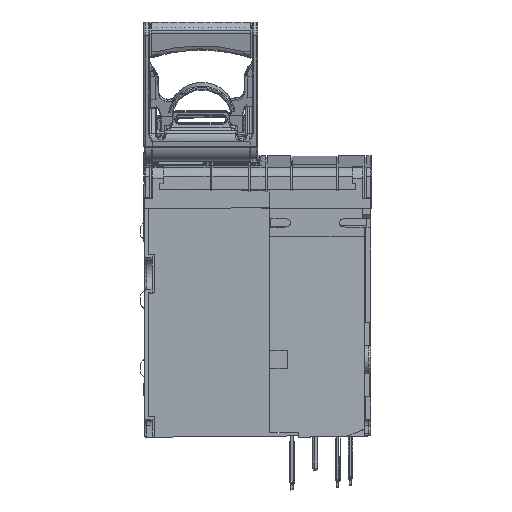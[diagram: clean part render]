
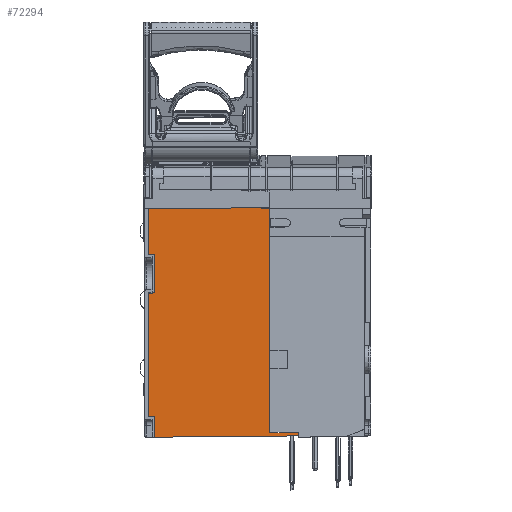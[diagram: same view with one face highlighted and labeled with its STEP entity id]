
A CAD part, left-side view. The second image highlights one B-rep face of the part: STEP entity #72294.
In plain terms, the highlighted planar face has unit normal (-1, 0, 0).
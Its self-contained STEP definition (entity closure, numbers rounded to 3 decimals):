
#70741=DIRECTION('',(0.,0.,1.));
#70742=VECTOR('',#70741,33.516);
#70743=CARTESIAN_POINT('',(-40.898,-122.203,
-13.938));
#70744=LINE('',#70743,#70742);
#70745=DIRECTION('',(0.,0.999,0.052));
#70746=VECTOR('',#70745,6.008);
#70747=CARTESIAN_POINT('',(-40.898,-122.203,
19.578));
#70748=LINE('',#70747,#70746);
#70749=DIRECTION('',(0.,-1.,0.009));
#70750=VECTOR('',#70749,102.304);
#70751=CARTESIAN_POINT('',(-40.898,-120.403,
59.802));
#70752=LINE('',#70751,#70750);
#70753=DIRECTION('',(0.,0.,-1.));
#70754=VECTOR('',#70753,196.897);
#70755=CARTESIAN_POINT('',(-40.898,-222.703,
60.697));
#70756=LINE('',#70755,#70754);
#70757=DIRECTION('',(0.,-1.,
0.));
#70758=VECTOR('',#70757,25.);
#70759=CARTESIAN_POINT('',(-40.897,-222.703,
-136.2));
#70760=LINE('',#70759,#70758);
#70761=DIRECTION('',(0.,0.,-1.));
#70762=VECTOR('',#70761,2.853);
#70763=CARTESIAN_POINT('',(-40.897,-247.703,-136.2));
#70764=LINE('',#70763,#70762);
#70765=DIRECTION('',(0.,1.,-0.009));
#70766=VECTOR('',#70765,125.505);
#70767=CARTESIAN_POINT('',(-40.897,-247.703,
-139.053));
#70768=LINE('',#70767,#70766);
#70769=DIRECTION('',(0.,0.,1.));
#70770=VECTOR('',#70769,17.946);
#70771=CARTESIAN_POINT('',(-40.897,-122.203,
-140.146));
#70772=LINE('',#70771,#70770);
#70773=DIRECTION('',(0.,0.999,0.052));
#70774=VECTOR('',#70773,6.008);
#70775=CARTESIAN_POINT('',(-40.897,-122.203,
-122.2));
#70776=LINE('',#70775,#70774);
#70777=DIRECTION('',(0.,0.,1.));
#70778=VECTOR('',#70777,107.633);
#70779=CARTESIAN_POINT('',(-40.897,-116.203,
-121.886));
#70780=LINE('',#70779,#70778);
#70781=DIRECTION('',(0.,-0.999,0.052));
#70782=VECTOR('',#70781,6.008);
#70783=CARTESIAN_POINT('',(-40.898,-116.203,
-14.252));
#70784=LINE('',#70783,#70782);
#70802=DIRECTION('',(0.,0.,-1.));
#70803=VECTOR('',#70802,39.906);
#70804=CARTESIAN_POINT('',(-40.898,-116.203,
59.799));
#70805=LINE('',#70804,#70803);
#70973=DIRECTION('',(0.,1.,-0.001));
#70974=VECTOR('',#70973,4.2);
#70975=CARTESIAN_POINT('',(-40.898,-120.403,
59.802));
#70976=LINE('',#70975,#70974);
#71824=CARTESIAN_POINT('',(-40.897,-122.203,
-140.146));
#71825=VERTEX_POINT('',#71824);
#71826=CARTESIAN_POINT('',(-40.897,-247.703,
-139.053));
#71827=VERTEX_POINT('',#71826);
#71886=CARTESIAN_POINT('',(-40.897,-122.203,
-122.2));
#71887=VERTEX_POINT('',#71886);
#71888=CARTESIAN_POINT('',(-40.897,-116.203,
-121.886));
#71889=VERTEX_POINT('',#71888);
#71890=CARTESIAN_POINT('',(-40.898,-116.203,
-14.252));
#71891=VERTEX_POINT('',#71890);
#71892=CARTESIAN_POINT('',(-40.898,-122.203,
-13.938));
#71893=VERTEX_POINT('',#71892);
#71894=CARTESIAN_POINT('',(-40.898,-122.203,
19.578));
#71895=VERTEX_POINT('',#71894);
#71896=CARTESIAN_POINT('',(-40.898,-116.203,
19.893));
#71897=VERTEX_POINT('',#71896);
#71898=CARTESIAN_POINT('',(-40.898,-116.203,
59.799));
#71899=VERTEX_POINT('',#71898);
#71900=CARTESIAN_POINT('',(-40.898,-120.403,
59.802));
#71901=VERTEX_POINT('',#71900);
#71902=CARTESIAN_POINT('',(-40.898,-222.703,
60.697));
#71903=VERTEX_POINT('',#71902);
#71904=CARTESIAN_POINT('',(-40.897,-222.703,
-136.2));
#71905=VERTEX_POINT('',#71904);
#71906=CARTESIAN_POINT('',(-40.897,-247.703,-136.2));
#71907=VERTEX_POINT('',#71906);
#72262=CARTESIAN_POINT('',(-40.897,-247.803,
-140.5));
#72263=DIRECTION('',(-1.,0.,0.));
#72264=DIRECTION('',(0.,0.,1.));
#72265=AXIS2_PLACEMENT_3D('',#72262,#72263,#72264);
#72266=PLANE('',#72265);
#72268=ORIENTED_EDGE('',*,*,#72267,.T.);
#72270=ORIENTED_EDGE('',*,*,#72269,.T.);
#72272=ORIENTED_EDGE('',*,*,#72271,.F.);
#72274=ORIENTED_EDGE('',*,*,#72273,.F.);
#72276=ORIENTED_EDGE('',*,*,#72275,.T.);
#72278=ORIENTED_EDGE('',*,*,#72277,.T.);
#72280=ORIENTED_EDGE('',*,*,#72279,.T.);
#72282=ORIENTED_EDGE('',*,*,#72281,.T.);
#72283=ORIENTED_EDGE('',*,*,#72190,.T.);
#72285=ORIENTED_EDGE('',*,*,#72284,.T.);
#72287=ORIENTED_EDGE('',*,*,#72286,.T.);
#72289=ORIENTED_EDGE('',*,*,#72288,.T.);
#72291=ORIENTED_EDGE('',*,*,#72290,.T.);
#72292=EDGE_LOOP('',(#72268,#72270,#72272,#72274,#72276,#72278,#72280,#72282,
#72283,#72285,#72287,#72289,#72291));
#72293=FACE_OUTER_BOUND('',#72292,.F.);
#72294=ADVANCED_FACE('',(#72293),#72266,.T.);
#72190=EDGE_CURVE('',#71827,#71825,#70768,.T.);
#72267=EDGE_CURVE('',#71893,#71895,#70744,.T.);
#72269=EDGE_CURVE('',#71895,#71897,#70748,.T.);
#72271=EDGE_CURVE('',#71899,#71897,#70805,.T.);
#72273=EDGE_CURVE('',#71901,#71899,#70976,.T.);
#72275=EDGE_CURVE('',#71901,#71903,#70752,.T.);
#72277=EDGE_CURVE('',#71903,#71905,#70756,.T.);
#72279=EDGE_CURVE('',#71905,#71907,#70760,.T.);
#72281=EDGE_CURVE('',#71907,#71827,#70764,.T.);
#72284=EDGE_CURVE('',#71825,#71887,#70772,.T.);
#72286=EDGE_CURVE('',#71887,#71889,#70776,.T.);
#72288=EDGE_CURVE('',#71889,#71891,#70780,.T.);
#72290=EDGE_CURVE('',#71891,#71893,#70784,.T.);
